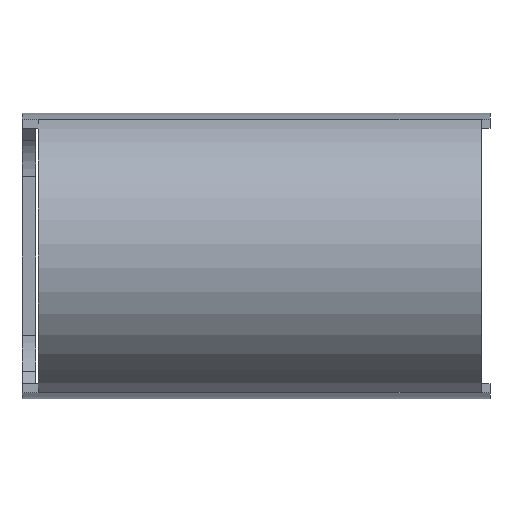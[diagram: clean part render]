
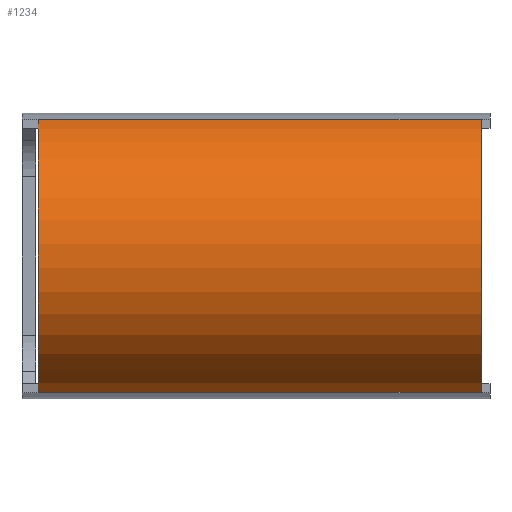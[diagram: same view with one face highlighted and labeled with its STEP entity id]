
A CAD part, front view. The second image highlights one B-rep face of the part: STEP entity #1234.
In plain terms, the highlighted cylindrical face has radius 12.55 mm (diameter 25.1 mm), a partial arc.
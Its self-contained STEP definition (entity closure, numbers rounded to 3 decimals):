
#30=CIRCLE('',#1303,12.55);
#42=CIRCLE('',#1348,12.55);
#150=FACE_OUTER_BOUND('',#216,.T.);
#216=EDGE_LOOP('',(#1061,#1062,#1063,#1064));
#305=LINE('',#1929,#443);
#325=LINE('',#1977,#463);
#443=VECTOR('',#1549,10.);
#463=VECTOR('',#1599,10.);
#556=VERTEX_POINT('',#1831);
#557=VERTEX_POINT('',#1833);
#591=VERTEX_POINT('',#1928);
#604=VERTEX_POINT('',#1976);
#681=EDGE_CURVE('',#556,#557,#30,.T.);
#730=EDGE_CURVE('',#556,#591,#305,.T.);
#753=EDGE_CURVE('',#557,#604,#325,.T.);
#761=EDGE_CURVE('',#591,#604,#42,.T.);
#1061=ORIENTED_EDGE('',*,*,#761,.T.);
#1062=ORIENTED_EDGE('',*,*,#753,.F.);
#1063=ORIENTED_EDGE('',*,*,#681,.F.);
#1064=ORIENTED_EDGE('',*,*,#730,.T.);
#1184=CYLINDRICAL_SURFACE('',#1355,12.55);
#1234=ADVANCED_FACE('',(#150),#1184,.T.);
#1303=AXIS2_PLACEMENT_3D('',#1834,#1464,#1465);
#1348=AXIS2_PLACEMENT_3D('',#1990,#1616,#1617);
#1355=AXIS2_PLACEMENT_3D('',#2000,#1633,#1634);
#1464=DIRECTION('center_axis',(1.,0.,0.));
#1465=DIRECTION('ref_axis',(0.,0.,-1.));
#1549=DIRECTION('',(-1.,0.,0.));
#1599=DIRECTION('',(-1.,0.,0.));
#1616=DIRECTION('center_axis',(1.,0.,0.));
#1617=DIRECTION('ref_axis',(0.,0.,1.));
#1633=DIRECTION('center_axis',(-1.,0.,0.));
#1634=DIRECTION('ref_axis',(0.,0.,1.));
#1831=CARTESIAN_POINT('',(19.45,-3.825,11.953));
#1833=CARTESIAN_POINT('',(19.45,-3.825,-11.953));
#1834=CARTESIAN_POINT('Origin',(19.45,0.,0.));
#1928=CARTESIAN_POINT('',(-19.45,-3.825,11.953));
#1929=CARTESIAN_POINT('',(0.,-3.825,11.953));
#1976=CARTESIAN_POINT('',(-19.45,-3.825,-11.953));
#1977=CARTESIAN_POINT('',(0.,-3.825,-11.953));
#1990=CARTESIAN_POINT('Origin',(-19.45,0.,0.));
#2000=CARTESIAN_POINT('Origin',(0.,0.,0.));
